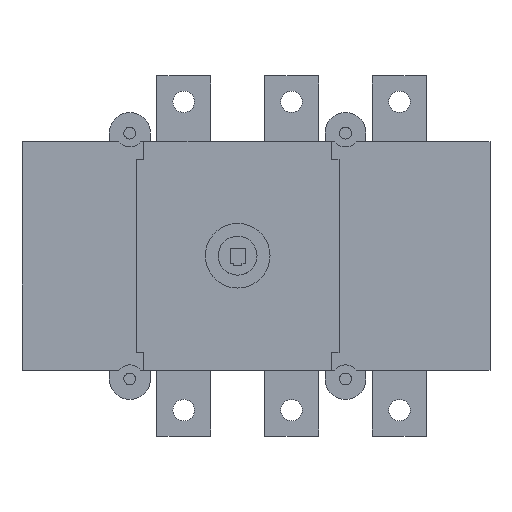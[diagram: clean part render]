
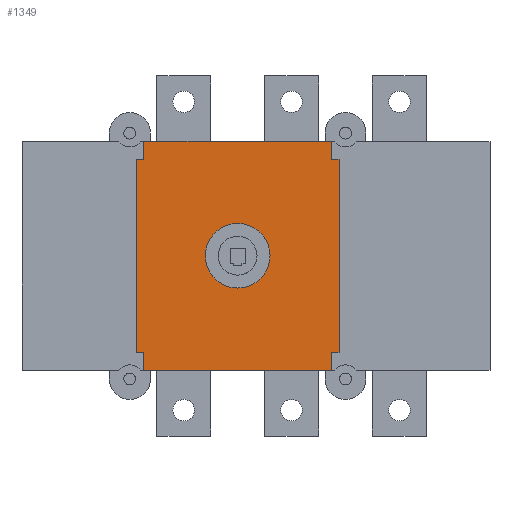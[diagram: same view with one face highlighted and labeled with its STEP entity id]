
A CAD part, top view. The second image highlights one B-rep face of the part: STEP entity #1349.
In plain terms, the highlighted planar face has unit normal (0, 0, 1).
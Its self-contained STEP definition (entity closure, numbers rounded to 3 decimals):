
#42=FACE_BOUND('',#195,.T.);
#87=FACE_OUTER_BOUND('',#194,.T.);
#194=EDGE_LOOP('',(#770,#771,#772,#773,#774,#775,#776,#777,#778,#779,#780,
#781));
#195=EDGE_LOOP('',(#782));
#346=VERTEX_POINT('',#2764);
#347=VERTEX_POINT('',#2765);
#348=VERTEX_POINT('',#2767);
#349=VERTEX_POINT('',#2769);
#350=VERTEX_POINT('',#2771);
#351=VERTEX_POINT('',#2773);
#352=VERTEX_POINT('',#2775);
#353=VERTEX_POINT('',#2777);
#354=VERTEX_POINT('',#2779);
#355=VERTEX_POINT('',#2781);
#356=VERTEX_POINT('',#2783);
#357=VERTEX_POINT('',#2785);
#358=VERTEX_POINT('',#2788);
#522=EDGE_CURVE('',#346,#347,#1575,.T.);
#523=EDGE_CURVE('',#348,#346,#1576,.T.);
#524=EDGE_CURVE('',#349,#348,#1577,.T.);
#525=EDGE_CURVE('',#350,#349,#1578,.T.);
#526=EDGE_CURVE('',#351,#350,#1579,.T.);
#527=EDGE_CURVE('',#352,#351,#1580,.T.);
#528=EDGE_CURVE('',#353,#352,#1581,.T.);
#529=EDGE_CURVE('',#354,#353,#1582,.T.);
#530=EDGE_CURVE('',#355,#354,#1583,.T.);
#531=EDGE_CURVE('',#356,#355,#1584,.T.);
#532=EDGE_CURVE('',#357,#356,#1585,.T.);
#533=EDGE_CURVE('',#347,#357,#1586,.T.);
#534=EDGE_CURVE('',#358,#358,#1461,.T.);
#770=ORIENTED_EDGE('',*,*,#522,.F.);
#771=ORIENTED_EDGE('',*,*,#523,.F.);
#772=ORIENTED_EDGE('',*,*,#524,.F.);
#773=ORIENTED_EDGE('',*,*,#525,.F.);
#774=ORIENTED_EDGE('',*,*,#526,.F.);
#775=ORIENTED_EDGE('',*,*,#527,.F.);
#776=ORIENTED_EDGE('',*,*,#528,.F.);
#777=ORIENTED_EDGE('',*,*,#529,.F.);
#778=ORIENTED_EDGE('',*,*,#530,.F.);
#779=ORIENTED_EDGE('',*,*,#531,.F.);
#780=ORIENTED_EDGE('',*,*,#532,.F.);
#781=ORIENTED_EDGE('',*,*,#533,.F.);
#782=ORIENTED_EDGE('',*,*,#534,.T.);
#1266=PLANE('',#1999);
#1349=ADVANCED_FACE('',(#87,#42),#1266,.T.);
#1461=CIRCLE('',#2000,15.);
#1575=LINE('',#2766,#1794);
#1576=LINE('',#2768,#1795);
#1577=LINE('',#2770,#1796);
#1578=LINE('',#2772,#1797);
#1579=LINE('',#2774,#1798);
#1580=LINE('',#2776,#1799);
#1581=LINE('',#2778,#1800);
#1582=LINE('',#2780,#1801);
#1583=LINE('',#2782,#1802);
#1584=LINE('',#2784,#1803);
#1585=LINE('',#2786,#1804);
#1586=LINE('',#2787,#1805);
#1794=VECTOR('',#2185,10.);
#1795=VECTOR('',#2186,10.);
#1796=VECTOR('',#2187,10.);
#1797=VECTOR('',#2188,10.);
#1798=VECTOR('',#2189,10.);
#1799=VECTOR('',#2190,10.);
#1800=VECTOR('',#2191,10.);
#1801=VECTOR('',#2192,10.);
#1802=VECTOR('',#2193,10.);
#1803=VECTOR('',#2194,10.);
#1804=VECTOR('',#2195,10.);
#1805=VECTOR('',#2196,10.);
#1999=AXIS2_PLACEMENT_3D('',#2763,#2183,#2184);
#2000=AXIS2_PLACEMENT_3D('',#2789,#2197,#2198);
#2183=DIRECTION('center_axis',(0.,0.,1.));
#2184=DIRECTION('ref_axis',(1.,0.,0.));
#2185=DIRECTION('',(0.,-1.,0.));
#2186=DIRECTION('',(1.,0.,0.));
#2187=DIRECTION('',(0.,1.,0.));
#2188=DIRECTION('',(1.,0.,0.));
#2189=DIRECTION('',(0.,1.,0.));
#2190=DIRECTION('',(-1.,0.,0.));
#2191=DIRECTION('',(0.,1.,0.));
#2192=DIRECTION('',(-1.,0.,0.));
#2193=DIRECTION('',(0.,-1.,0.));
#2194=DIRECTION('',(-1.,0.,0.));
#2195=DIRECTION('',(0.,-1.,0.));
#2196=DIRECTION('',(1.,0.,0.));
#2197=DIRECTION('center_axis',(0.,0.,-1.));
#2198=DIRECTION('ref_axis',(-1.,0.,0.));
#2763=CARTESIAN_POINT('Origin',(100.,0.,87.8));
#2764=CARTESIAN_POINT('',(143.5,53.,87.8));
#2765=CARTESIAN_POINT('',(143.5,44.8,87.8));
#2766=CARTESIAN_POINT('',(143.5,53.,87.8));
#2767=CARTESIAN_POINT('',(56.5,53.,87.8));
#2768=CARTESIAN_POINT('',(56.5,53.,87.8));
#2769=CARTESIAN_POINT('',(56.5,44.8,87.8));
#2770=CARTESIAN_POINT('',(56.5,44.8,87.8));
#2771=CARTESIAN_POINT('',(53.,44.8,87.8));
#2772=CARTESIAN_POINT('',(53.,44.8,87.8));
#2773=CARTESIAN_POINT('',(53.,-44.8,87.8));
#2774=CARTESIAN_POINT('',(53.,-44.8,87.8));
#2775=CARTESIAN_POINT('',(56.5,-44.8,87.8));
#2776=CARTESIAN_POINT('',(56.5,-44.8,87.8));
#2777=CARTESIAN_POINT('',(56.5,-53.,87.8));
#2778=CARTESIAN_POINT('',(56.5,-53.,87.8));
#2779=CARTESIAN_POINT('',(143.5,-53.,87.8));
#2780=CARTESIAN_POINT('',(143.5,-53.,87.8));
#2781=CARTESIAN_POINT('',(143.5,-44.8,87.8));
#2782=CARTESIAN_POINT('',(143.5,-44.8,87.8));
#2783=CARTESIAN_POINT('',(147.,-44.8,87.8));
#2784=CARTESIAN_POINT('',(147.,-44.8,87.8));
#2785=CARTESIAN_POINT('',(147.,44.8,87.8));
#2786=CARTESIAN_POINT('',(147.,44.8,87.8));
#2787=CARTESIAN_POINT('',(143.5,44.8,87.8));
#2788=CARTESIAN_POINT('',(115.,0.,87.8));
#2789=CARTESIAN_POINT('Origin',(100.,0.,87.8));
